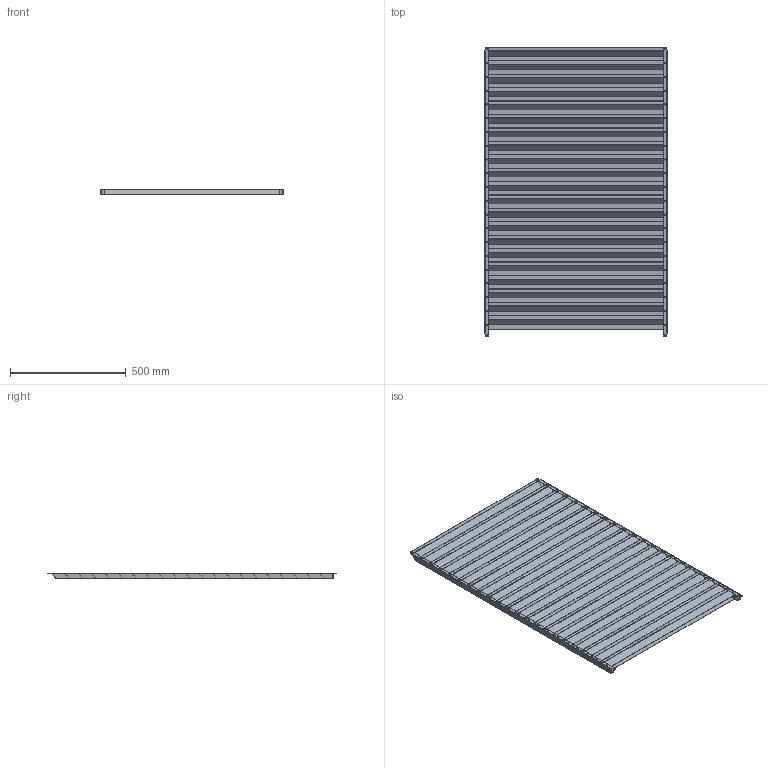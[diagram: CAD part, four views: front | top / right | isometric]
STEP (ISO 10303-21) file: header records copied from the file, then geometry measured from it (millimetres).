
FILE_DESCRIPTION (( 'STEP AP203' ), '1' );
FILE_NAME ('M4555H-LOUVRE.STEP', '2024-07-05T13:07:47', ( '' ), ( '' ), 'SwSTEP 2.0', 'SolidWorks 2023', '' );
FILE_SCHEMA (( 'CONFIG_CONTROL_DESIGN' ));
Length unit declared in the file: millimetre
Products named in the file (4): M4555H EP-3; M4555H EP-2; M4555H EP-1; M4555H-LOUVRE
Assembly tree (23 placements, depth 2):
  M4555H-LOUVRE
    M4555H EP-1  x21
    M4555H EP-2
    M4555H EP-3
Bounding box: 789.6 x 1249.13 x 25.2 mm (x, y, z)
Volume: 973757 mm3; surface area: 2469250.5 mm2
Topology: 23 solids, 23 shells, 974 faces, 2384 edges, 1456 vertices
Faces by surface type: cylinder 532, plane 434, bspline 8
Entity records: 11062 total; most frequent: CARTESIAN_POINT 2048, DIRECTION 1800, ORIENTED_EDGE 1568, EDGE_CURVE 784, AXIS2_PLACEMENT_3D 720, VERTEX_POINT 496, EDGE_LOOP 474, CIRCLE 408
